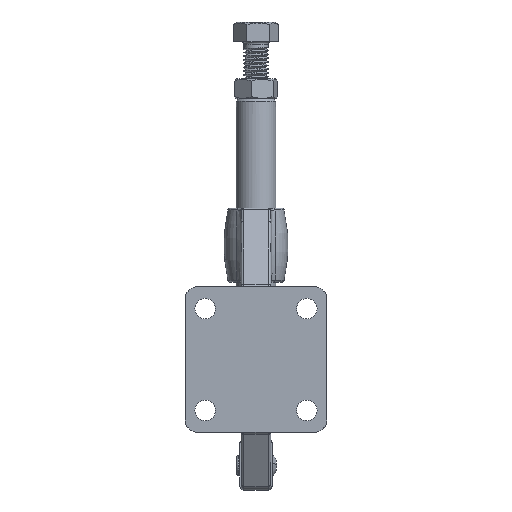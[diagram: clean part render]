
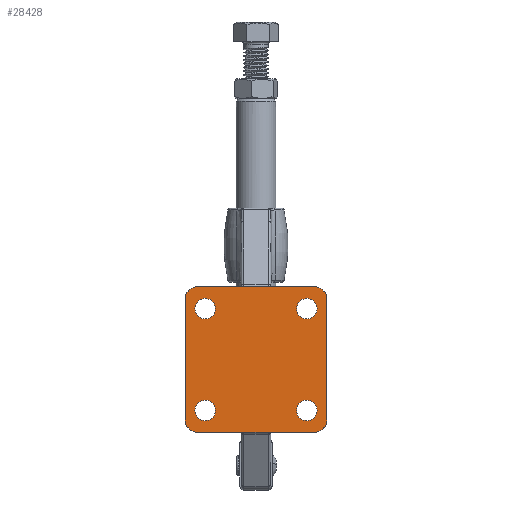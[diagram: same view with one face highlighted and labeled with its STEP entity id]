
A CAD part, front view. The second image highlights one B-rep face of the part: STEP entity #28428.
In plain terms, the highlighted planar face has unit normal (0, -1, 0).
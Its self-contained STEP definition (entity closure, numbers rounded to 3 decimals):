
#253 = ORIENTED_EDGE ( 'NONE', *, *, #26485, .F. ) ;
#352 = DIRECTION ( 'NONE',  ( 0., -1., 0. ) ) ;
#392 = CARTESIAN_POINT ( 'NONE',  ( 28.6, 0., 58.8 ) ) ;
#515 = AXIS2_PLACEMENT_3D ( 'NONE', #2886, #24109, #5946 ) ;
#564 = VERTEX_POINT ( 'NONE', #8901 ) ;
#660 = LINE ( 'NONE', #17956, #16829 ) ;
#688 = LINE ( 'NONE', #392, #38256 ) ;
#989 = CIRCLE ( 'NONE', #11413, 4.15 ) ;
#1107 = AXIS2_PLACEMENT_3D ( 'NONE', #18550, #352, #21594 ) ;
#1364 = DIRECTION ( 'NONE',  ( 0., -1., 0. ) ) ;
#1466 = AXIS2_PLACEMENT_3D ( 'NONE', #11051, #32361, #14122 ) ;
#1711 = CARTESIAN_POINT ( 'NONE',  ( 23.6, 0., 5. ) ) ;
#1856 = LINE ( 'NONE', #5614, #9891 ) ;
#2353 = FACE_BOUND ( 'NONE', #21456, .T. ) ;
#2868 = EDGE_CURVE ( 'NONE', #36876, #7337, #16471, .T. ) ;
#2886 = CARTESIAN_POINT ( 'NONE',  ( 20.55, 0., 49.95 ) ) ;
#3183 = ORIENTED_EDGE ( 'NONE', *, *, #27121, .F. ) ;
#3828 = CARTESIAN_POINT ( 'NONE',  ( 0., 0., 58.8 ) ) ;
#3952 = DIRECTION ( 'NONE',  ( 0., 0., -1. ) ) ;
#4120 = DIRECTION ( 'NONE',  ( 0., 0., -1. ) ) ;
#4782 = DIRECTION ( 'NONE',  ( 0., 0., 1. ) ) ;
#5092 = EDGE_CURVE ( 'NONE', #21805, #31255, #8772, .T. ) ;
#5199 = EDGE_CURVE ( 'NONE', #22763, #15234, #688, .T. ) ;
#5528 = CARTESIAN_POINT ( 'NONE',  ( -28.6, 0., 5. ) ) ;
#5614 = CARTESIAN_POINT ( 'NONE',  ( 0., 0., 58.8 ) ) ;
#5881 = VERTEX_POINT ( 'NONE', #26772 ) ;
#5883 = VERTEX_POINT ( 'NONE', #5528 ) ;
#5946 = DIRECTION ( 'NONE',  ( 0., 0., -1. ) ) ;
#6211 = EDGE_CURVE ( 'NONE', #30211, #5883, #11073, .T. ) ;
#6238 = DIRECTION ( 'NONE',  ( 0., -1., 0. ) ) ;
#6632 = ORIENTED_EDGE ( 'NONE', *, *, #30275, .T. ) ;
#6990 = PLANE ( 'NONE',  #30081 ) ;
#7337 = VERTEX_POINT ( 'NONE', #14350 ) ;
#7383 = EDGE_CURVE ( 'NONE', #29421, #27884, #660, .T. ) ;
#7739 = CARTESIAN_POINT ( 'NONE',  ( -20.55, 0., 54.1 ) ) ;
#7870 = CARTESIAN_POINT ( 'NONE',  ( 23.6, 0., 0. ) ) ;
#7961 = EDGE_CURVE ( 'NONE', #11652, #30211, #15359, .T. ) ;
#8772 = CIRCLE ( 'NONE', #30410, 4.15 ) ;
#8901 = CARTESIAN_POINT ( 'NONE',  ( -20.55, 0., 45.8 ) ) ;
#9232 = VERTEX_POINT ( 'NONE', #10305 ) ;
#9305 = ORIENTED_EDGE ( 'NONE', *, *, #21744, .T. ) ;
#9368 = DIRECTION ( 'NONE',  ( 0., -1., 0. ) ) ;
#9523 = DIRECTION ( 'NONE',  ( 0., -1., 0. ) ) ;
#9891 = VECTOR ( 'NONE', #14602, 1000. ) ;
#9989 = CARTESIAN_POINT ( 'NONE',  ( 23.6, 0., 53.8 ) ) ;
#10004 = DIRECTION ( 'NONE',  ( 0., 0., 1. ) ) ;
#10026 = AXIS2_PLACEMENT_3D ( 'NONE', #27615, #9368, #30654 ) ;
#10126 = CARTESIAN_POINT ( 'NONE',  ( 20.55, 0., 45.8 ) ) ;
#10305 = CARTESIAN_POINT ( 'NONE',  ( 23.6, 0., 58.8 ) ) ;
#10386 = FACE_BOUND ( 'NONE', #28300, .T. ) ;
#10651 = ORIENTED_EDGE ( 'NONE', *, *, #38397, .F. ) ;
#11051 = CARTESIAN_POINT ( 'NONE',  ( 20.55, 0., 49.95 ) ) ;
#11073 = LINE ( 'NONE', #34422, #19189 ) ;
#11323 = CIRCLE ( 'NONE', #1466, 4.15 ) ;
#11359 = CIRCLE ( 'NONE', #14034, 5. ) ;
#11413 = AXIS2_PLACEMENT_3D ( 'NONE', #24405, #6238, #27501 ) ;
#11652 = VERTEX_POINT ( 'NONE', #27544 ) ;
#12175 = CARTESIAN_POINT ( 'NONE',  ( -20.55, 0., 8.85 ) ) ;
#12861 = EDGE_CURVE ( 'NONE', #11652, #9232, #1856, .T. ) ;
#13046 = DIRECTION ( 'NONE',  ( 0., 0., 1. ) ) ;
#14034 = AXIS2_PLACEMENT_3D ( 'NONE', #15380, #36685, #18468 ) ;
#14122 = DIRECTION ( 'NONE',  ( 0., 0., -1. ) ) ;
#14350 = CARTESIAN_POINT ( 'NONE',  ( -20.55, 0., 13. ) ) ;
#14600 = ORIENTED_EDGE ( 'NONE', *, *, #5199, .F. ) ;
#14602 = DIRECTION ( 'NONE',  ( 1., 0., 0. ) ) ;
#14835 = DIRECTION ( 'NONE',  ( 0., -1., 0. ) ) ;
#14876 = DIRECTION ( 'NONE',  ( 1., 0., 0. ) ) ;
#15234 = VERTEX_POINT ( 'NONE', #24935 ) ;
#15359 = CIRCLE ( 'NONE', #10026, 5. ) ;
#15380 = CARTESIAN_POINT ( 'NONE',  ( -23.6, 0., 5. ) ) ;
#15599 = DIRECTION ( 'NONE',  ( 0., -1., 0. ) ) ;
#16471 = CIRCLE ( 'NONE', #39027, 4.15 ) ;
#16731 = ORIENTED_EDGE ( 'NONE', *, *, #37377, .F. ) ;
#16829 = VECTOR ( 'NONE', #14876, 1000. ) ;
#17956 = CARTESIAN_POINT ( 'NONE',  ( 0., 0., 0. ) ) ;
#18468 = DIRECTION ( 'NONE',  ( 0., 0., 1. ) ) ;
#18550 = CARTESIAN_POINT ( 'NONE',  ( -20.55, 0., 8.85 ) ) ;
#18700 = ORIENTED_EDGE ( 'NONE', *, *, #2868, .F. ) ;
#19189 = VECTOR ( 'NONE', #19286, 1000. ) ;
#19286 = DIRECTION ( 'NONE',  ( 0., 0., -1. ) ) ;
#19353 = CARTESIAN_POINT ( 'NONE',  ( -23.6, 0., 0. ) ) ;
#19574 = CARTESIAN_POINT ( 'NONE',  ( -20.55, 0., 49.95 ) ) ;
#19684 = CIRCLE ( 'NONE', #1107, 4.15 ) ;
#19722 = CIRCLE ( 'NONE', #36011, 4.15 ) ;
#19990 = CIRCLE ( 'NONE', #39223, 4.15 ) ;
#21456 = EDGE_LOOP ( 'NONE', ( #18700, #10651 ) ) ;
#21594 = DIRECTION ( 'NONE',  ( 0., 0., -1. ) ) ;
#21744 = EDGE_CURVE ( 'NONE', #22763, #9232, #30736, .T. ) ;
#21805 = VERTEX_POINT ( 'NONE', #24767 ) ;
#22597 = DIRECTION ( 'NONE',  ( 0., 0., -1. ) ) ;
#22714 = ORIENTED_EDGE ( 'NONE', *, *, #5092, .F. ) ;
#22763 = VERTEX_POINT ( 'NONE', #37395 ) ;
#22954 = DIRECTION ( 'NONE',  ( 0., -1., 0. ) ) ;
#24109 = DIRECTION ( 'NONE',  ( 0., -1., 0. ) ) ;
#24405 = CARTESIAN_POINT ( 'NONE',  ( 20.55, 0., 8.85 ) ) ;
#24767 = CARTESIAN_POINT ( 'NONE',  ( 20.55, 0., 4.7 ) ) ;
#24935 = CARTESIAN_POINT ( 'NONE',  ( 28.6, 0., 5. ) ) ;
#25332 = AXIS2_PLACEMENT_3D ( 'NONE', #9989, #31270, #13046 ) ;
#25624 = FACE_OUTER_BOUND ( 'NONE', #31573, .T. ) ;
#26485 = EDGE_CURVE ( 'NONE', #31255, #21805, #989, .T. ) ;
#26594 = FACE_BOUND ( 'NONE', #26678, .T. ) ;
#26678 = EDGE_LOOP ( 'NONE', ( #16731, #3183 ) ) ;
#26772 = CARTESIAN_POINT ( 'NONE',  ( 20.55, 0., 54.1 ) ) ;
#27121 = EDGE_CURVE ( 'NONE', #27848, #564, #19990, .T. ) ;
#27212 = ORIENTED_EDGE ( 'NONE', *, *, #7383, .T. ) ;
#27501 = DIRECTION ( 'NONE',  ( 0., 0., -1. ) ) ;
#27544 = CARTESIAN_POINT ( 'NONE',  ( -23.6, 0., 58.8 ) ) ;
#27615 = CARTESIAN_POINT ( 'NONE',  ( -23.6, 0., 53.8 ) ) ;
#27767 = CARTESIAN_POINT ( 'NONE',  ( 20.55, 0., 8.85 ) ) ;
#27848 = VERTEX_POINT ( 'NONE', #7739 ) ;
#27884 = VERTEX_POINT ( 'NONE', #7870 ) ;
#28047 = EDGE_CURVE ( 'NONE', #27884, #15234, #33254, .T. ) ;
#28243 = DIRECTION ( 'NONE',  ( 0., 1., 0. ) ) ;
#28262 = ORIENTED_EDGE ( 'NONE', *, *, #12861, .F. ) ;
#28300 = EDGE_LOOP ( 'NONE', ( #22714, #253 ) ) ;
#28428 = ADVANCED_FACE ( 'NONE', ( #2353, #26594, #10386, #33717, #25624 ), #6990, .F. ) ;
#28800 = AXIS2_PLACEMENT_3D ( 'NONE', #1711, #22954, #4782 ) ;
#29041 = ORIENTED_EDGE ( 'NONE', *, *, #28047, .T. ) ;
#29421 = VERTEX_POINT ( 'NONE', #19353 ) ;
#30081 = AXIS2_PLACEMENT_3D ( 'NONE', #3828, #28243, #10004 ) ;
#30211 = VERTEX_POINT ( 'NONE', #36431 ) ;
#30275 = EDGE_CURVE ( 'NONE', #5883, #29421, #11359, .T. ) ;
#30410 = AXIS2_PLACEMENT_3D ( 'NONE', #27767, #9523, #30821 ) ;
#30654 = DIRECTION ( 'NONE',  ( 0., 0., 1. ) ) ;
#30736 = CIRCLE ( 'NONE', #25332, 5. ) ;
#30821 = DIRECTION ( 'NONE',  ( 0., 0., -1. ) ) ;
#30966 = VERTEX_POINT ( 'NONE', #10126 ) ;
#31091 = EDGE_CURVE ( 'NONE', #30966, #5881, #11323, .T. ) ;
#31255 = VERTEX_POINT ( 'NONE', #39263 ) ;
#31270 = DIRECTION ( 'NONE',  ( 0., -1., 0. ) ) ;
#31573 = EDGE_LOOP ( 'NONE', ( #37635, #6632, #27212, #29041, #14600, #9305, #28262, #33362 ) ) ;
#32361 = DIRECTION ( 'NONE',  ( 0., -1., 0. ) ) ;
#33254 = CIRCLE ( 'NONE', #28800, 5. ) ;
#33362 = ORIENTED_EDGE ( 'NONE', *, *, #7961, .T. ) ;
#33521 = ORIENTED_EDGE ( 'NONE', *, *, #31091, .F. ) ;
#33717 = FACE_BOUND ( 'NONE', #35558, .T. ) ;
#33829 = CARTESIAN_POINT ( 'NONE',  ( -20.55, 0., 49.95 ) ) ;
#34356 = CARTESIAN_POINT ( 'NONE',  ( -20.55, 0., 4.7 ) ) ;
#34422 = CARTESIAN_POINT ( 'NONE',  ( -28.6, 0., 58.8 ) ) ;
#35011 = CIRCLE ( 'NONE', #515, 4.15 ) ;
#35558 = EDGE_LOOP ( 'NONE', ( #33521, #36877 ) ) ;
#35629 = EDGE_CURVE ( 'NONE', #5881, #30966, #35011, .T. ) ;
#36011 = AXIS2_PLACEMENT_3D ( 'NONE', #19574, #1364, #22597 ) ;
#36431 = CARTESIAN_POINT ( 'NONE',  ( -28.6, 0., 53.8 ) ) ;
#36685 = DIRECTION ( 'NONE',  ( 0., -1., 0. ) ) ;
#36876 = VERTEX_POINT ( 'NONE', #34356 ) ;
#36877 = ORIENTED_EDGE ( 'NONE', *, *, #35629, .F. ) ;
#36893 = DIRECTION ( 'NONE',  ( 0., 0., -1. ) ) ;
#37377 = EDGE_CURVE ( 'NONE', #564, #27848, #19722, .T. ) ;
#37395 = CARTESIAN_POINT ( 'NONE',  ( 28.6, 0., 53.8 ) ) ;
#37635 = ORIENTED_EDGE ( 'NONE', *, *, #6211, .T. ) ;
#38256 = VECTOR ( 'NONE', #4120, 1000. ) ;
#38397 = EDGE_CURVE ( 'NONE', #7337, #36876, #19684, .T. ) ;
#39027 = AXIS2_PLACEMENT_3D ( 'NONE', #12175, #14835, #3952 ) ;
#39223 = AXIS2_PLACEMENT_3D ( 'NONE', #33829, #15599, #36893 ) ;
#39263 = CARTESIAN_POINT ( 'NONE',  ( 20.55, 0., 13. ) ) ;
